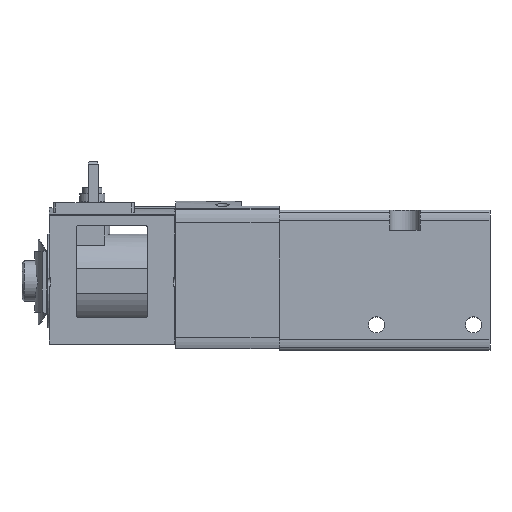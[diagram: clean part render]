
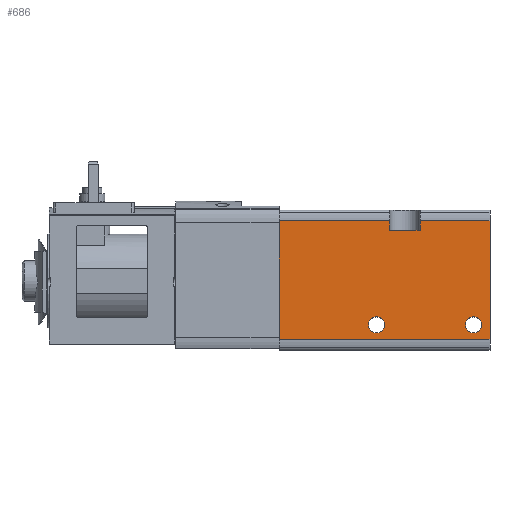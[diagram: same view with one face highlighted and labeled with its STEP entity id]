
A CAD part, top view. The second image highlights one B-rep face of the part: STEP entity #686.
In plain terms, the highlighted planar face has unit normal (0, 0, 1).
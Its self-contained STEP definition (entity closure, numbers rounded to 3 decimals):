
#686 = ADVANCED_FACE( '', ( #1549, #1550, #1551 ), #1552, .F. );
#1549 = FACE_BOUND( '', #2616, .T. );
#1550 = FACE_BOUND( '', #2617, .T. );
#1551 = FACE_OUTER_BOUND( '', #2618, .T. );
#1552 = PLANE( '', #2619 );
#2616 = EDGE_LOOP( '', ( #4446 ) );
#2617 = EDGE_LOOP( '', ( #4447 ) );
#2618 = EDGE_LOOP( '', ( #4448, #4449, #4450, #4451, #4452, #4453, #4454, #4455 ) );
#2619 = AXIS2_PLACEMENT_3D( '', #4456, #4457, #4458 );
#4446 = ORIENTED_EDGE( '', *, *, #6338, .F. );
#4447 = ORIENTED_EDGE( '', *, *, #6739, .F. );
#4448 = ORIENTED_EDGE( '', *, *, #6740, .F. );
#4449 = ORIENTED_EDGE( '', *, *, #6741, .T. );
#4450 = ORIENTED_EDGE( '', *, *, #6742, .T. );
#4451 = ORIENTED_EDGE( '', *, *, #6306, .F. );
#4452 = ORIENTED_EDGE( '', *, *, #6743, .F. );
#4453 = ORIENTED_EDGE( '', *, *, #6744, .T. );
#4454 = ORIENTED_EDGE( '', *, *, #6745, .F. );
#4455 = ORIENTED_EDGE( '', *, *, #6746, .F. );
#4456 = CARTESIAN_POINT( '', ( 12.85, 25.6, 10.6 ) );
#4457 = DIRECTION( '', ( 0., 0., -1. ) );
#4458 = DIRECTION( '', ( -1., 0., 0. ) );
#6306 = EDGE_CURVE( '', #7590, #7585, #7592, .T. );
#6338 = EDGE_CURVE( '', #7643, #7643, #7644, .F. );
#6739 = EDGE_CURVE( '', #8272, #8272, #8273, .F. );
#6740 = EDGE_CURVE( '', #8274, #8275, #8276, .T. );
#6741 = EDGE_CURVE( '', #8274, #8277, #8278, .T. );
#6742 = EDGE_CURVE( '', #8277, #7585, #8279, .T. );
#6743 = EDGE_CURVE( '', #8280, #7590, #8281, .T. );
#6744 = EDGE_CURVE( '', #8280, #8282, #8283, .T. );
#6745 = EDGE_CURVE( '', #8284, #8282, #8285, .T. );
#6746 = EDGE_CURVE( '', #8275, #8284, #8286, .T. );
#7585 = VERTEX_POINT( '', #9484 );
#7590 = VERTEX_POINT( '', #9490 );
#7592 = LINE( '', #9492, #9493 );
#7643 = VERTEX_POINT( '', #9566 );
#7644 = CIRCLE( '', #9567, 1.6 );
#8272 = VERTEX_POINT( '', #10489 );
#8273 = CIRCLE( '', #10490, 1.6 );
#8274 = VERTEX_POINT( '', #10491 );
#8275 = VERTEX_POINT( '', #10492 );
#8276 = LINE( '', #10493, #10494 );
#8277 = VERTEX_POINT( '', #10495 );
#8278 = LINE( '', #10496, #10497 );
#8279 = LINE( '', #10498, #10499 );
#8280 = VERTEX_POINT( '', #10500 );
#8281 = LINE( '', #10501, #10502 );
#8282 = VERTEX_POINT( '', #10503 );
#8283 = LINE( '', #10504, #10505 );
#8284 = VERTEX_POINT( '', #10506 );
#8285 = LINE( '', #10507, #10508 );
#8286 = LINE( '', #10509, #10510 );
#9484 = CARTESIAN_POINT( '', ( -28.9, 2.1, 10.6 ) );
#9490 = CARTESIAN_POINT( '', ( 12.85, 2.1, 10.6 ) );
#9492 = CARTESIAN_POINT( '', ( 12.85, 2.1, 10.6 ) );
#9493 = VECTOR( '', #11561, 1000. );
#9566 = CARTESIAN_POINT( '', ( 8., 5., 10.6 ) );
#9567 = AXIS2_PLACEMENT_3D( '', #11598, #11599, #11600 );
#10489 = CARTESIAN_POINT( '', ( -11.2, 5., 10.6 ) );
#10490 = AXIS2_PLACEMENT_3D( '', #12095, #12096, #12097 );
#10491 = CARTESIAN_POINT( '', ( -7., 25.6, 10.6 ) );
#10492 = CARTESIAN_POINT( '', ( -7., 23.7, 10.6 ) );
#10493 = CARTESIAN_POINT( '', ( -7., 25.6, 10.6 ) );
#10494 = VECTOR( '', #12098, 1000. );
#10495 = CARTESIAN_POINT( '', ( -28.9, 25.6, 10.6 ) );
#10496 = CARTESIAN_POINT( '', ( 12.85, 25.6, 10.6 ) );
#10497 = VECTOR( '', #12099, 1000. );
#10498 = CARTESIAN_POINT( '', ( -28.9, 25.6, 10.6 ) );
#10499 = VECTOR( '', #12100, 1000. );
#10500 = CARTESIAN_POINT( '', ( 12.85, 25.6, 10.6 ) );
#10501 = CARTESIAN_POINT( '', ( 12.85, 25.6, 10.6 ) );
#10502 = VECTOR( '', #12101, 1000. );
#10503 = CARTESIAN_POINT( '', ( -1., 25.6, 10.6 ) );
#10504 = CARTESIAN_POINT( '', ( 12.85, 25.6, 10.6 ) );
#10505 = VECTOR( '', #12102, 1000. );
#10506 = CARTESIAN_POINT( '', ( -1., 23.7, 10.6 ) );
#10507 = CARTESIAN_POINT( '', ( -1., 25.6, 10.6 ) );
#10508 = VECTOR( '', #12103, 1000. );
#10509 = CARTESIAN_POINT( '', ( 12.85, 23.7, 10.6 ) );
#10510 = VECTOR( '', #12104, 1000. );
#11561 = DIRECTION( '', ( -1., 0., 0. ) );
#11598 = CARTESIAN_POINT( '', ( 9.6, 5., 10.6 ) );
#11599 = DIRECTION( '', ( 0., 0., -1. ) );
#11600 = DIRECTION( '', ( -1., 0., 0. ) );
#12095 = CARTESIAN_POINT( '', ( -9.6, 5., 10.6 ) );
#12096 = DIRECTION( '', ( 0., 0., -1. ) );
#12097 = DIRECTION( '', ( -1., 0., 0. ) );
#12098 = DIRECTION( '', ( 0., -1., 0. ) );
#12099 = DIRECTION( '', ( -1., 0., 0. ) );
#12100 = DIRECTION( '', ( 0., -1., 0. ) );
#12101 = DIRECTION( '', ( 0., -1., 0. ) );
#12102 = DIRECTION( '', ( -1., 0., 0. ) );
#12103 = DIRECTION( '', ( 0., 1., 0. ) );
#12104 = DIRECTION( '', ( 1., 0., 0. ) );
